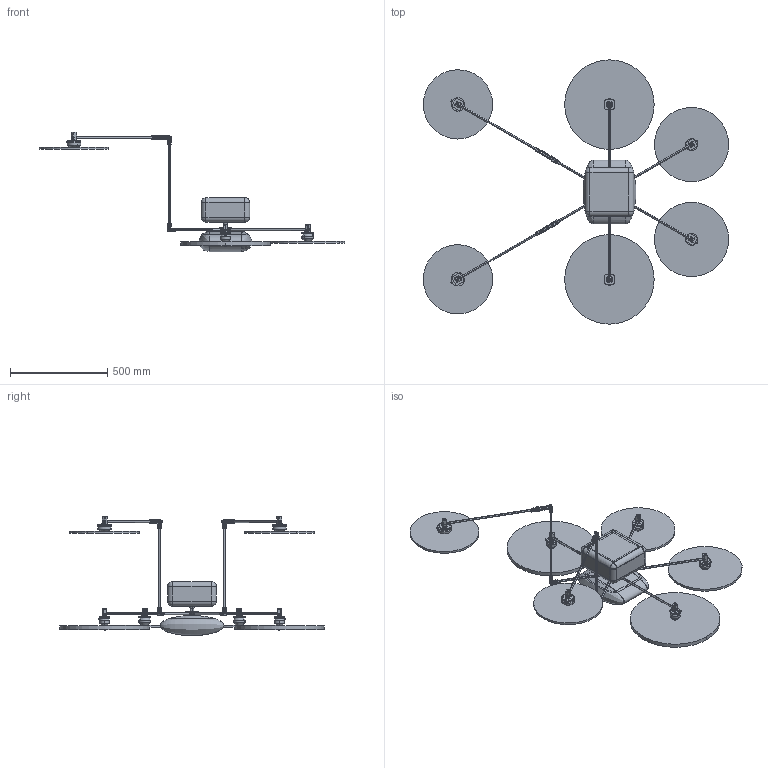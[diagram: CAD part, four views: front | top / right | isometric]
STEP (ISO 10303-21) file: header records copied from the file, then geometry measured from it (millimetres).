
FILE_DESCRIPTION((''),'2;1');
FILE_NAME('UAV_ASM','2023-05-16T16:23:58',('E33734'),(''),'CREO PARAMETRIC BY PTC INC, 2019352','CREO PARAMETRIC BY PTC INC, 2019352','');
FILE_SCHEMA(('CONFIG_CONTROL_DESIGN'));
Length unit declared in the file: millimetre
Products named in the file (49): ORIENT; MAINHUB_1; ROTATEDARM_443_2; BEND_4; ARM_1317_2; BEND_5; ROTATEDARM_444_2; BEND_6; ARM_1316_2; FLANGE_445_2; MOTOR_2; PROPELLER_2; ARM_1319_2; FLANGE_447_2; MOTOR_5; PROPELLER_5; CARGOCASE; CARGO; ROTATEDARM_443_1; BEND_1; ARM_1317_1; BEND_2; ROTATEDARM_444_1; BEND_3; ARM_1316_1; FLANGE_445_1; MOTOR_1; PROPELLER_1; ARM_1318_1; FLANGE_446_1; MOTOR_3; PROPELLER_3; ARM_1318_2; FLANGE_446_2; MOTOR_6; PROPELLER_6; FUSELAGE_1; SENSOR_1; SENSOR_3; SENSOR_6 ...
Assembly tree (48 placements, depth 2):
  UAV_ASM
    ORIENT
    MAINHUB_1
    ROTATEDARM_443_2
    BEND_4
    ARM_1317_2
    BEND_5
    ROTATEDARM_444_2
    BEND_6
    ARM_1316_2
    FLANGE_445_2
    MOTOR_2
    PROPELLER_2
    ARM_1319_2
    FLANGE_447_2
    MOTOR_5
    PROPELLER_5
    CARGOCASE
    CARGO
    ROTATEDARM_443_1
    BEND_1
    ARM_1317_1
    BEND_2
    ROTATEDARM_444_1
    BEND_3
    ARM_1316_1
    FLANGE_445_1
    MOTOR_1
    PROPELLER_1
    ARM_1318_1
    FLANGE_446_1
    MOTOR_3
    PROPELLER_3
    ARM_1318_2
    FLANGE_446_2
    MOTOR_6
    PROPELLER_6
    FUSELAGE_1
    SENSOR_1
    SENSOR_3
    SENSOR_6
    SENSOR_2
    BATTERY_1
    SENSOR_4
    SENSOR_5
    ARM_1319_1
    FLANGE_447_1
    MOTOR_4
    PROPELLER_4
Bounding box: 1567.88 x 1357.02 x 612.74 mm (x, y, z)
Volume: 21090637.4 mm3; surface area: 3254088.4 mm2
Topology: 65 solids, 68 shells, 1158 faces, 2577 edges, 1586 vertices
Faces by surface type: cylinder 580, plane 423, sphere 96, torus 26, cone 24, revolution 6, extrusion 3
Entity records: 34860 total; most frequent: CARTESIAN_POINT 7705, DIRECTION 5901, ORIENTED_EDGE 5148, EDGE_CURVE 2574, AXIS2_PLACEMENT_3D 2265, VERTEX_POINT 1586, VECTOR 1365, LINE 1362
